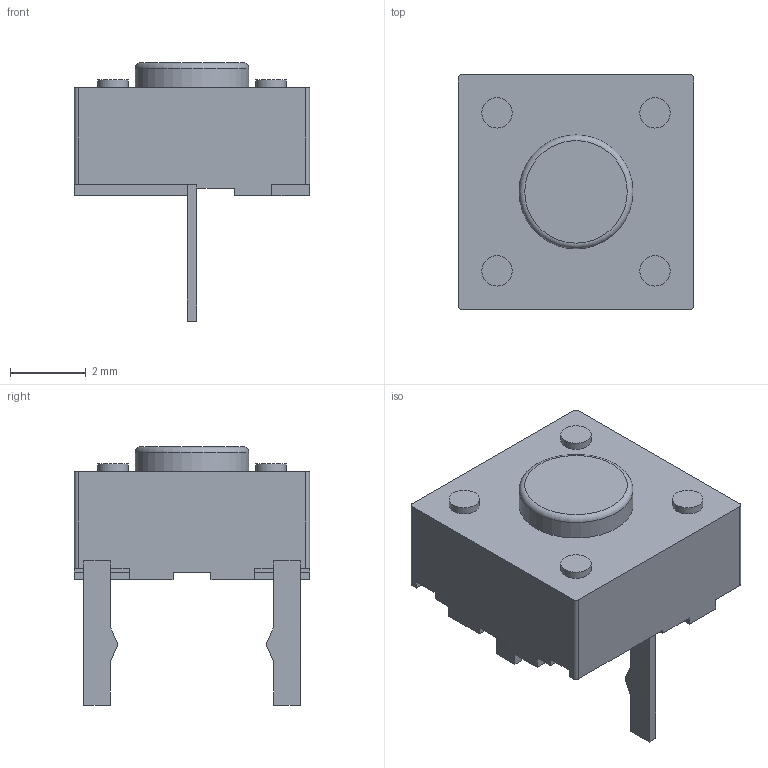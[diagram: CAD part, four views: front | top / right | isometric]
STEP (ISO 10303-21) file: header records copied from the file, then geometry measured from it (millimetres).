
FILE_DESCRIPTION(/* description */ (''),/* implementation_level */ '2;1');
FILE_NAME(/* name */ 'Mini 6.2mm Silient Micro Switch v1.step',/* time_stamp */ '2025-06-04T13:37:16+02:00',/* author */ (''),/* organization */ (''),/* preprocessor_version */ 'ST-DEVELOPER v20.1',/* originating_system */ 'Autodesk Translation Framework v14.10.0.0',/* authorisation */ '');
FILE_SCHEMA (('AUTOMOTIVE_DESIGN { 1 0 10303 214 3 1 1 }'));
Length unit declared in the file: millimetre
Products named in the file (1): Mini 6.2mm Silient Micro Switch
Bounding box: 6.2 x 6.2 x 6.8 mm (x, y, z)
Volume: 109 mm3; surface area: 173 mm2
Topology: 1 solids, 1 shells, 71 faces, 181 edges, 117 vertices
Faces by surface type: plane 61, cylinder 9, torus 1
Full cylindrical faces by diameter (mm): 0.8 x4, 3 x1
Entity records: 2180 total; most frequent: CARTESIAN_POINT 370, ORIENTED_EDGE 362, DIRECTION 345, EDGE_CURVE 181, LINE 161, VECTOR 161, VERTEX_POINT 117, AXIS2_PLACEMENT_3D 92
